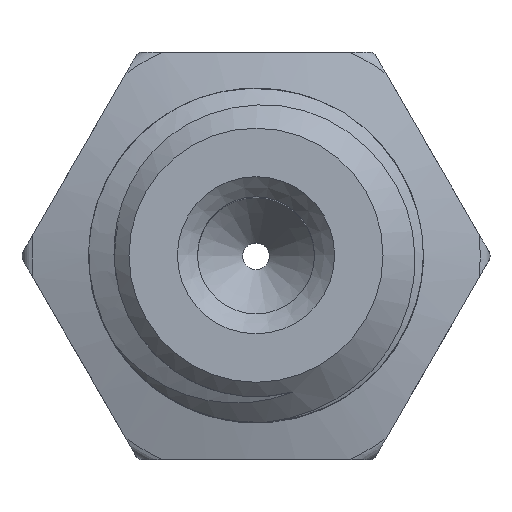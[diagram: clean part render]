
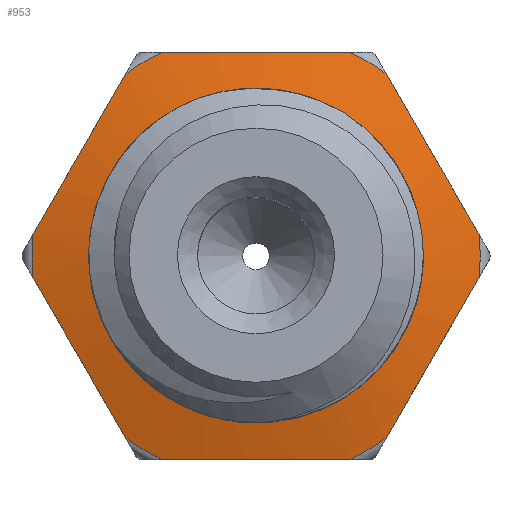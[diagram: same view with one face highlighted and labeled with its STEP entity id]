
A CAD part, top view. The second image highlights one B-rep face of the part: STEP entity #953.
In plain terms, the highlighted conical face has half-angle 75 degrees and reference radius 2.861 mm.
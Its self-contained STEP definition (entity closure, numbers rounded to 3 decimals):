
#19=CONICAL_SURFACE('',#1051,2.861,1.309);
#25=(
BOUNDED_CURVE()
B_SPLINE_CURVE(2,(#2726,#2727,#2728),.UNSPECIFIED.,.F.,.F.)
B_SPLINE_CURVE_WITH_KNOTS((3,3),(0.,0.278),.UNSPECIFIED.)
CURVE()
GEOMETRIC_REPRESENTATION_ITEM()
RATIONAL_B_SPLINE_CURVE((1.,1.099,1.))
REPRESENTATION_ITEM('')
);
#27=(
BOUNDED_CURVE()
B_SPLINE_CURVE(2,(#2791,#2792,#2793),.UNSPECIFIED.,.F.,.F.)
B_SPLINE_CURVE_WITH_KNOTS((3,3),(0.,0.278),.UNSPECIFIED.)
CURVE()
GEOMETRIC_REPRESENTATION_ITEM()
RATIONAL_B_SPLINE_CURVE((1.,1.099,1.))
REPRESENTATION_ITEM('')
);
#29=(
BOUNDED_CURVE()
B_SPLINE_CURVE(2,(#2852,#2853,#2854),.UNSPECIFIED.,.F.,.F.)
B_SPLINE_CURVE_WITH_KNOTS((3,3),(0.,0.278),.UNSPECIFIED.)
CURVE()
GEOMETRIC_REPRESENTATION_ITEM()
RATIONAL_B_SPLINE_CURVE((1.,1.099,1.))
REPRESENTATION_ITEM('')
);
#31=(
BOUNDED_CURVE()
B_SPLINE_CURVE(2,(#2913,#2914,#2915),.UNSPECIFIED.,.F.,.F.)
B_SPLINE_CURVE_WITH_KNOTS((3,3),(0.,0.278),.UNSPECIFIED.)
CURVE()
GEOMETRIC_REPRESENTATION_ITEM()
RATIONAL_B_SPLINE_CURVE((1.,1.099,1.))
REPRESENTATION_ITEM('')
);
#33=(
BOUNDED_CURVE()
B_SPLINE_CURVE(2,(#2974,#2975,#2976),.UNSPECIFIED.,.F.,.F.)
B_SPLINE_CURVE_WITH_KNOTS((3,3),(0.,0.278),.UNSPECIFIED.)
CURVE()
GEOMETRIC_REPRESENTATION_ITEM()
RATIONAL_B_SPLINE_CURVE((1.,1.099,1.))
REPRESENTATION_ITEM('')
);
#35=(
BOUNDED_CURVE()
B_SPLINE_CURVE(2,(#3039,#3040,#3041),.UNSPECIFIED.,.F.,.F.)
B_SPLINE_CURVE_WITH_KNOTS((3,3),(0.,0.278),.UNSPECIFIED.)
CURVE()
GEOMETRIC_REPRESENTATION_ITEM()
RATIONAL_B_SPLINE_CURVE((1.,1.099,1.))
REPRESENTATION_ITEM('')
);
#101=FACE_OUTER_BOUND('',#157,.T.);
#157=EDGE_LOOP('',(#803,#804,#805,#806,#807,#808,#809,#810,#811,#812,#813,
#814,#815,#816,#817,#818));
#185=CIRCLE('',#1004,2.371);
#187=CIRCLE('',#1013,3.352);
#189=CIRCLE('',#1016,3.352);
#191=CIRCLE('',#1019,3.352);
#193=CIRCLE('',#1022,3.352);
#195=CIRCLE('',#1025,3.352);
#210=CIRCLE('',#1052,3.352);
#211=CIRCLE('',#1053,3.352);
#310=LINE('',#3146,#341);
#341=VECTOR('',#1250,2.861);
#381=VERTEX_POINT('',#2719);
#382=VERTEX_POINT('',#2724);
#383=VERTEX_POINT('',#2725);
#390=VERTEX_POINT('',#2789);
#391=VERTEX_POINT('',#2790);
#398=VERTEX_POINT('',#2850);
#399=VERTEX_POINT('',#2851);
#406=VERTEX_POINT('',#2911);
#407=VERTEX_POINT('',#2912);
#414=VERTEX_POINT('',#2972);
#415=VERTEX_POINT('',#2973);
#422=VERTEX_POINT('',#3037);
#423=VERTEX_POINT('',#3038);
#432=VERTEX_POINT('',#3144);
#492=EDGE_CURVE('',#381,#381,#185,.T.);
#494=EDGE_CURVE('',#382,#383,#25,.T.);
#502=EDGE_CURVE('',#390,#391,#27,.T.);
#510=EDGE_CURVE('',#398,#399,#29,.T.);
#518=EDGE_CURVE('',#406,#407,#31,.T.);
#526=EDGE_CURVE('',#414,#415,#33,.T.);
#534=EDGE_CURVE('',#422,#423,#35,.T.);
#542=EDGE_CURVE('',#414,#423,#187,.T.);
#544=EDGE_CURVE('',#398,#407,#189,.T.);
#546=EDGE_CURVE('',#406,#415,#191,.T.);
#548=EDGE_CURVE('',#382,#391,#193,.T.);
#550=EDGE_CURVE('',#390,#399,#195,.T.);
#566=EDGE_CURVE('',#432,#383,#210,.T.);
#567=EDGE_CURVE('',#432,#381,#310,.T.);
#568=EDGE_CURVE('',#422,#432,#211,.T.);
#803=ORIENTED_EDGE('',*,*,#494,.T.);
#804=ORIENTED_EDGE('',*,*,#566,.F.);
#805=ORIENTED_EDGE('',*,*,#567,.T.);
#806=ORIENTED_EDGE('',*,*,#492,.T.);
#807=ORIENTED_EDGE('',*,*,#567,.F.);
#808=ORIENTED_EDGE('',*,*,#568,.F.);
#809=ORIENTED_EDGE('',*,*,#534,.T.);
#810=ORIENTED_EDGE('',*,*,#542,.F.);
#811=ORIENTED_EDGE('',*,*,#526,.T.);
#812=ORIENTED_EDGE('',*,*,#546,.F.);
#813=ORIENTED_EDGE('',*,*,#518,.T.);
#814=ORIENTED_EDGE('',*,*,#544,.F.);
#815=ORIENTED_EDGE('',*,*,#510,.T.);
#816=ORIENTED_EDGE('',*,*,#550,.F.);
#817=ORIENTED_EDGE('',*,*,#502,.T.);
#818=ORIENTED_EDGE('',*,*,#548,.F.);
#953=ADVANCED_FACE('',(#101),#19,.T.);
#1004=AXIS2_PLACEMENT_3D('',#2721,#1139,#1140);
#1013=AXIS2_PLACEMENT_3D('',#3102,#1169,#1170);
#1016=AXIS2_PLACEMENT_3D('',#3105,#1175,#1176);
#1019=AXIS2_PLACEMENT_3D('',#3108,#1181,#1182);
#1022=AXIS2_PLACEMENT_3D('',#3111,#1187,#1188);
#1025=AXIS2_PLACEMENT_3D('',#3114,#1193,#1194);
#1051=AXIS2_PLACEMENT_3D('',#3143,#1246,#1247);
#1052=AXIS2_PLACEMENT_3D('',#3145,#1248,#1249);
#1053=AXIS2_PLACEMENT_3D('',#3147,#1251,#1252);
#1139=DIRECTION('center_axis',(0.,0.,-1.));
#1140=DIRECTION('ref_axis',(1.,0.,0.));
#1169=DIRECTION('center_axis',(0.,0.,-1.));
#1170=DIRECTION('ref_axis',(1.,0.,0.));
#1175=DIRECTION('center_axis',(0.,0.,-1.));
#1176=DIRECTION('ref_axis',(1.,0.,0.));
#1181=DIRECTION('center_axis',(0.,0.,-1.));
#1182=DIRECTION('ref_axis',(1.,0.,0.));
#1187=DIRECTION('center_axis',(0.,0.,-1.));
#1188=DIRECTION('ref_axis',(1.,0.,0.));
#1193=DIRECTION('center_axis',(0.,0.,-1.));
#1194=DIRECTION('ref_axis',(1.,0.,0.));
#1246=DIRECTION('center_axis',(0.,0.,-1.));
#1247=DIRECTION('ref_axis',(-1.,0.,0.));
#1248=DIRECTION('center_axis',(0.,0.,-1.));
#1249=DIRECTION('ref_axis',(1.,0.,0.));
#1250=DIRECTION('',(-0.966,0.,0.259));
#1251=DIRECTION('center_axis',(0.,0.,-1.));
#1252=DIRECTION('ref_axis',(1.,0.,0.));
#2719=CARTESIAN_POINT('',(2.371,0.,4.078));
#2721=CARTESIAN_POINT('Origin',(0.,0.,4.078));
#2724=CARTESIAN_POINT('',(1.946,-2.729,3.815));
#2725=CARTESIAN_POINT('',(3.336,-0.321,3.815));
#2726=CARTESIAN_POINT('Ctrl Pts',(1.946,-2.729,3.815));
#2727=CARTESIAN_POINT('Ctrl Pts',(2.641,-1.525,3.969));
#2728=CARTESIAN_POINT('Ctrl Pts',(3.336,-0.321,3.815));
#2789=CARTESIAN_POINT('',(-1.39,-3.05,3.815));
#2790=CARTESIAN_POINT('',(1.39,-3.05,3.815));
#2791=CARTESIAN_POINT('Ctrl Pts',(-1.39,-3.05,3.815));
#2792=CARTESIAN_POINT('Ctrl Pts',(0.,-3.05,3.969));
#2793=CARTESIAN_POINT('Ctrl Pts',(1.39,-3.05,3.815));
#2850=CARTESIAN_POINT('',(-3.336,-0.321,3.815));
#2851=CARTESIAN_POINT('',(-1.946,-2.729,3.815));
#2852=CARTESIAN_POINT('Ctrl Pts',(-3.336,-0.321,
3.815));
#2853=CARTESIAN_POINT('Ctrl Pts',(-2.641,-1.525,3.969));
#2854=CARTESIAN_POINT('Ctrl Pts',(-1.946,-2.729,3.815));
#2911=CARTESIAN_POINT('',(-1.946,2.729,3.815));
#2912=CARTESIAN_POINT('',(-3.336,0.321,3.815));
#2913=CARTESIAN_POINT('Ctrl Pts',(-1.946,2.729,3.815));
#2914=CARTESIAN_POINT('Ctrl Pts',(-2.641,1.525,3.969));
#2915=CARTESIAN_POINT('Ctrl Pts',(-3.336,0.321,3.815));
#2972=CARTESIAN_POINT('',(1.39,3.05,3.815));
#2973=CARTESIAN_POINT('',(-1.39,3.05,3.815));
#2974=CARTESIAN_POINT('Ctrl Pts',(1.39,3.05,3.815));
#2975=CARTESIAN_POINT('Ctrl Pts',(0.,3.05,3.969));
#2976=CARTESIAN_POINT('Ctrl Pts',(-1.39,3.05,3.815));
#3037=CARTESIAN_POINT('',(3.336,0.321,3.815));
#3038=CARTESIAN_POINT('',(1.946,2.729,3.815));
#3039=CARTESIAN_POINT('Ctrl Pts',(3.336,0.321,3.815));
#3040=CARTESIAN_POINT('Ctrl Pts',(2.641,1.525,3.969));
#3041=CARTESIAN_POINT('Ctrl Pts',(1.946,2.729,3.815));
#3102=CARTESIAN_POINT('Origin',(0.,0.,3.815));
#3105=CARTESIAN_POINT('Origin',(0.,0.,3.815));
#3108=CARTESIAN_POINT('Origin',(0.,0.,3.815));
#3111=CARTESIAN_POINT('Origin',(0.,0.,3.815));
#3114=CARTESIAN_POINT('Origin',(0.,0.,3.815));
#3143=CARTESIAN_POINT('Origin',(0.,0.,3.946));
#3144=CARTESIAN_POINT('',(3.352,0.,3.815));
#3145=CARTESIAN_POINT('Origin',(0.,0.,3.815));
#3146=CARTESIAN_POINT('',(2.861,0.,3.946));
#3147=CARTESIAN_POINT('Origin',(0.,0.,3.815));
